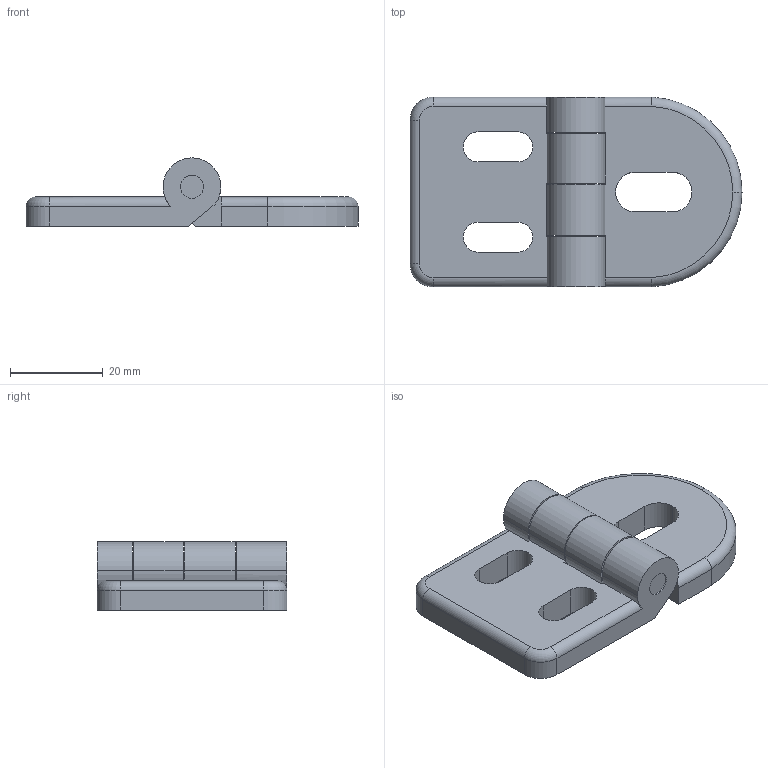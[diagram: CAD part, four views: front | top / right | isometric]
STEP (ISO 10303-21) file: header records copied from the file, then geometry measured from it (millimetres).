
FILE_DESCRIPTION (( 'STEP AP214' ), '1' );
FILE_NAME ('SNSD.30.51.04. Ïåòëÿ äâåðíàÿ ïëàñòèêîâàÿ 40x40(E02).STEP', '2014-11-27T11:55:10', ( 'XTreme.ws' ), ( 'XTreme.ws' ), 'SwSTEP 2.0', 'SolidWorks 2014', '' );
FILE_SCHEMA (( 'AUTOMOTIVE_DESIGN' ));
Length unit declared in the file: millimetre
Products named in the file (4): SNSD.30.51.04. Ïåòëÿ äâåðíàÿ ïëàñòèêîâàÿ 40x40(E02); SNSD.30.51.00. Ïåòëÿ ïëàñòèêîâàÿ ìàëàÿ ÷àñòü(B18)E20E02_00; SNSD.30.51.00. Ïåòëÿ ïëàñòèêîâàÿ (B18)E20E02_00; SNSD.30.51.00. ﾏ琿褻 (B18)E20E02_00
Assembly tree (3 placements, depth 2):
  SNSD.30.51.04. Ïåòëÿ äâåðíàÿ ïëàñòèêîâàÿ 40x40(E02)
    SNSD.30.51.00. Ïåòëÿ ïëàñòèêîâàÿ (B18)E20E02_00
    SNSD.30.51.00. Ïåòëÿ ïëàñòèêîâàÿ ìàëàÿ ÷àñòü(B18)E20E02_00
    SNSD.30.51.00. ﾏ琿褻 (B18)E20E02_00
Bounding box: 71.7 x 41 x 14.75 mm (x, y, z)
Volume: 15317.3 mm3; surface area: 10613.4 mm2
Topology: 3 solids, 3 shells, 104 faces, 282 edges, 186 vertices
Faces by surface type: cylinder 51, plane 49, torus 4
Entity records: 3528 total; most frequent: CARTESIAN_POINT 630, DIRECTION 602, ORIENTED_EDGE 564, EDGE_CURVE 282, AXIS2_PLACEMENT_3D 214, VERTEX_POINT 186, VECTOR 174, LINE 174
